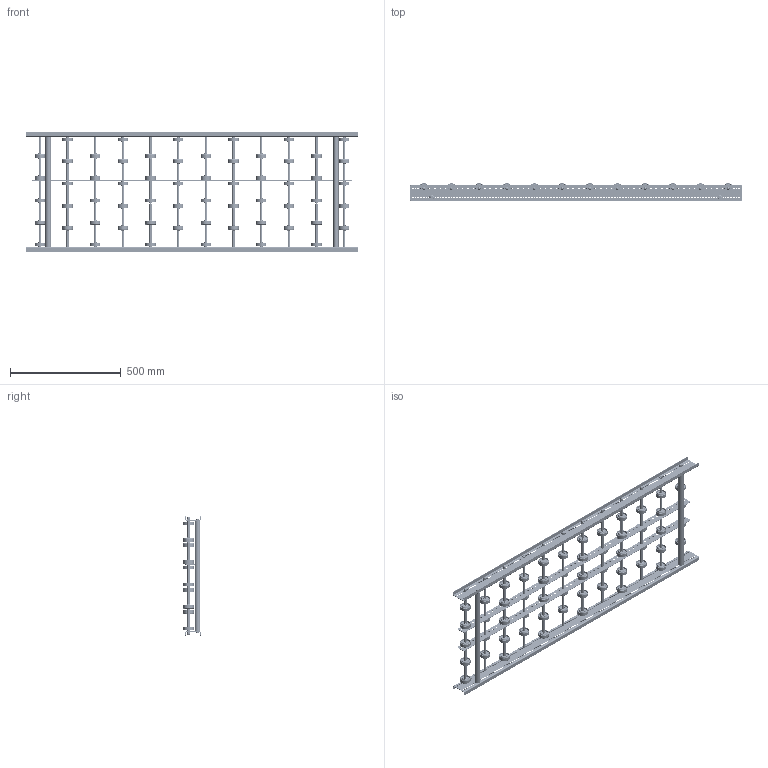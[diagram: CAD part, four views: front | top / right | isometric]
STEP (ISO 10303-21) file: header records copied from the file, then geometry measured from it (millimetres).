
FILE_DESCRIPTION (( 'STEP AP214' ), '1' );
FILE_NAME ('0052352.step', '2021-10-26T13:14:51', ( '' ), ( '' ), 'SwSTEP 2.0', 'SolidWorks 2020', '' );
FILE_SCHEMA (( 'AUTOMOTIVE_DESIGN' ));
Length unit declared in the file: millimetre
Products named in the file (10): 0046278_KB-ROHR-12X1,75mm_KFG_L75; Traversen_KFG_L500; Profil_LRB-20x70x20x2_KFG_S100201_U-PROFIL-20-70-20-2-LRB-L=1500; Hutmutter_DIN_1587_M8; 0011532_2300-48-8; Röllchenachse-für-Konfiguration_EL500; 0052352; S100100_Längstraverse-42x2,5_L„ngstraverse-RB-L1449; S106837_Gewindestange-M8-KFG_L520; S100994_Sperrzahnschraube_M08x16-8.8-A2K
Assembly tree (57 placements, depth 3):
  0052352
    Profil_LRB-20x70x20x2_KFG_S100201_U-PROFIL-20-70-20-2-LRB-L=1500  x2
    S100994_Sperrzahnschraube_M08x16-8.8-A2K  x4
    Traversen_KFG_L500  x2
    Röllchenachse-für-Konfiguration_EL500  x12
      S106837_Gewindestange-M8-KFG_L520
      0011532_2300-48-8
      0046278_KB-ROHR-12X1,75mm_KFG_L75
    S100100_Längstraverse-42x2,5_L„ngstraverse-RB-L1449  x2
    Hutmutter_DIN_1587_M8  x24
Bounding box: 1500 x 79 x 540 mm (x, y, z)
Volume: 2688727.3 mm3; surface area: 2082783.9 mm2
Topology: 170 solids, 170 shells, 6752 faces, 14904 edges, 9000 vertices
Faces by surface type: cylinder 2688, torus 1936, plane 1128, cone 976, bspline 24
Entity records: 28930 total; most frequent: DIRECTION 5287, CARTESIAN_POINT 4951, ORIENTED_EDGE 4440, AXIS2_PLACEMENT_3D 2282, EDGE_CURVE 2220, VERTEX_POINT 1450, EDGE_LOOP 1420, CIRCLE 1417
